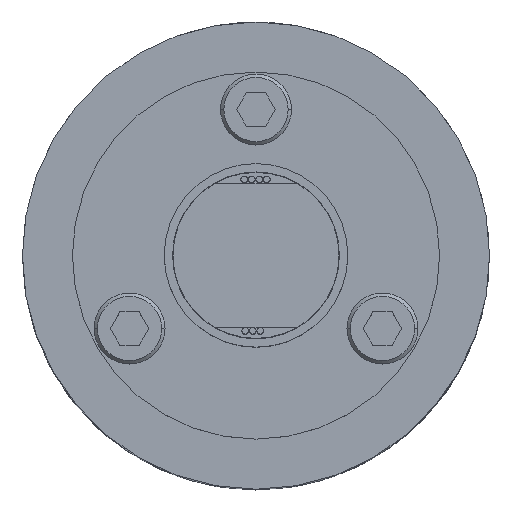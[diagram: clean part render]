
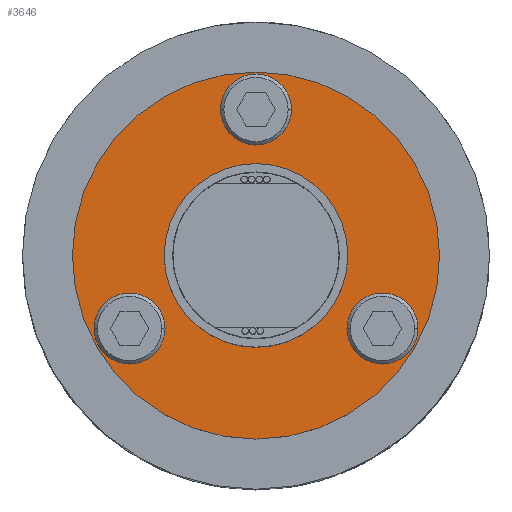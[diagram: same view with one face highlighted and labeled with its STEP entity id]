
A CAD part, top view. The second image highlights one B-rep face of the part: STEP entity #3646.
In plain terms, the highlighted planar face has unit normal (0, 0, 1).
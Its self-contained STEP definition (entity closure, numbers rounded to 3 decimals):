
#2 = ORIENTED_EDGE ( 'NONE', *, *, #813, .F. ) ;
#128 = DIRECTION ( 'NONE',  ( 0., 0., 1. ) ) ;
#196 = VERTEX_POINT ( 'NONE', #1867 ) ;
#197 = CARTESIAN_POINT ( 'NONE',  ( 15.155, -8.75, 76.4 ) ) ;
#233 = AXIS2_PLACEMENT_3D ( 'NONE', #4204, #1961, #4575 ) ;
#263 = ORIENTED_EDGE ( 'NONE', *, *, #2501, .F. ) ;
#339 = AXIS2_PLACEMENT_3D ( 'NONE', #4430, #2177, #4804 ) ;
#435 = EDGE_LOOP ( 'NONE', ( #2983, #3878 ) ) ;
#467 = DIRECTION ( 'NONE',  ( 0., 0., 1. ) ) ;
#493 = VERTEX_POINT ( 'NONE', #1983 ) ;
#494 = EDGE_CURVE ( 'NONE', #3525, #2433, #1418, .T. ) ;
#584 = DIRECTION ( 'NONE',  ( -0.5, -0.866, 0. ) ) ;
#601 = CARTESIAN_POINT ( 'NONE',  ( -22., 0., 76.4 ) ) ;
#768 = EDGE_CURVE ( 'NONE', #2433, #3525, #4046, .T. ) ;
#813 = EDGE_CURVE ( 'NONE', #4844, #3828, #4048, .T. ) ;
#904 = AXIS2_PLACEMENT_3D ( 'NONE', #1407, #3996, #1776 ) ;
#985 = CARTESIAN_POINT ( 'NONE',  ( 0., 0., 76.4 ) ) ;
#999 = EDGE_CURVE ( 'NONE', #493, #2492, #3736, .T. ) ;
#1002 = CARTESIAN_POINT ( 'NONE',  ( -15.155, -8.75, 76.4 ) ) ;
#1028 = AXIS2_PLACEMENT_3D ( 'NONE', #197, #2808, #584 ) ;
#1094 = DIRECTION ( 'NONE',  ( 0., 0., 1. ) ) ;
#1125 = AXIS2_PLACEMENT_3D ( 'NONE', #1002, #467, #3059 ) ;
#1141 = ORIENTED_EDGE ( 'NONE', *, *, #494, .T. ) ;
#1166 = EDGE_CURVE ( 'NONE', #1515, #3887, #3553, .T. ) ;
#1260 = ORIENTED_EDGE ( 'NONE', *, *, #1166, .F. ) ;
#1275 = VERTEX_POINT ( 'NONE', #4439 ) ;
#1278 = CARTESIAN_POINT ( 'NONE',  ( -10.905, -8.75, 76.4 ) ) ;
#1317 = AXIS2_PLACEMENT_3D ( 'NONE', #1973, #4585, #2404 ) ;
#1392 = ORIENTED_EDGE ( 'NONE', *, *, #2683, .F. ) ;
#1393 = DIRECTION ( 'NONE',  ( 1., 0., 0. ) ) ;
#1407 = CARTESIAN_POINT ( 'NONE',  ( 0., 17.5, 76.4 ) ) ;
#1418 = CIRCLE ( 'NONE', #1636, 22. ) ;
#1483 = EDGE_CURVE ( 'NONE', #3887, #1515, #2274, .T. ) ;
#1515 = VERTEX_POINT ( 'NONE', #2321 ) ;
#1601 = CIRCLE ( 'NONE', #339, 4.25 ) ;
#1636 = AXIS2_PLACEMENT_3D ( 'NONE', #2380, #128, #2741 ) ;
#1639 = EDGE_LOOP ( 'NONE', ( #263, #2 ) ) ;
#1673 = EDGE_LOOP ( 'NONE', ( #3632, #1392 ) ) ;
#1674 = AXIS2_PLACEMENT_3D ( 'NONE', #3313, #1094, #3684 ) ;
#1678 = FACE_BOUND ( 'NONE', #1639, .T. ) ;
#1760 = CARTESIAN_POINT ( 'NONE',  ( -19.405, -8.75, 76.4 ) ) ;
#1776 = DIRECTION ( 'NONE',  ( 1., 0., 0. ) ) ;
#1807 = DIRECTION ( 'NONE',  ( 0., 0., 1. ) ) ;
#1867 = CARTESIAN_POINT ( 'NONE',  ( 4.25, 17.5, 76.4 ) ) ;
#1870 = CARTESIAN_POINT ( 'NONE',  ( -15.155, -8.75, 76.4 ) ) ;
#1961 = DIRECTION ( 'NONE',  ( 0., 0., 1. ) ) ;
#1973 = CARTESIAN_POINT ( 'NONE',  ( 15.155, -8.75, 76.4 ) ) ;
#1983 = CARTESIAN_POINT ( 'NONE',  ( 10.905, -8.75, 76.4 ) ) ;
#2155 = AXIS2_PLACEMENT_3D ( 'NONE', #1870, #4485, #2227 ) ;
#2177 = DIRECTION ( 'NONE',  ( 0., 0., 1. ) ) ;
#2227 = DIRECTION ( 'NONE',  ( -0.5, 0.866, 0. ) ) ;
#2274 = CIRCLE ( 'NONE', #233, 11. ) ;
#2321 = CARTESIAN_POINT ( 'NONE',  ( -11., 0., 76.4 ) ) ;
#2380 = CARTESIAN_POINT ( 'NONE',  ( 0., 0., 76.4 ) ) ;
#2404 = DIRECTION ( 'NONE',  ( -0.5, -0.866, 0. ) ) ;
#2433 = VERTEX_POINT ( 'NONE', #3954 ) ;
#2492 = VERTEX_POINT ( 'NONE', #4373 ) ;
#2501 = EDGE_CURVE ( 'NONE', #3828, #4844, #4755, .T. ) ;
#2521 = CARTESIAN_POINT ( 'NONE',  ( 0., 0., 76.4 ) ) ;
#2636 = FACE_BOUND ( 'NONE', #435, .T. ) ;
#2683 = EDGE_CURVE ( 'NONE', #2492, #493, #3444, .T. ) ;
#2741 = DIRECTION ( 'NONE',  ( 1., 0., 0. ) ) ;
#2808 = DIRECTION ( 'NONE',  ( 0., 0., 1. ) ) ;
#2870 = FACE_OUTER_BOUND ( 'NONE', #3709, .T. ) ;
#2915 = CARTESIAN_POINT ( 'NONE',  ( 11., 0., 76.4 ) ) ;
#2983 = ORIENTED_EDGE ( 'NONE', *, *, #3083, .F. ) ;
#3059 = DIRECTION ( 'NONE',  ( -0.5, 0.866, 0. ) ) ;
#3083 = EDGE_CURVE ( 'NONE', #1275, #196, #1601, .T. ) ;
#3313 = CARTESIAN_POINT ( 'NONE',  ( 0., 0., 76.4 ) ) ;
#3444 = CIRCLE ( 'NONE', #1028, 4.25 ) ;
#3525 = VERTEX_POINT ( 'NONE', #601 ) ;
#3553 = CIRCLE ( 'NONE', #4079, 11. ) ;
#3567 = ORIENTED_EDGE ( 'NONE', *, *, #1483, .F. ) ;
#3587 = DIRECTION ( 'NONE',  ( 0., 0., 1. ) ) ;
#3627 = FACE_BOUND ( 'NONE', #4303, .T. ) ;
#3632 = ORIENTED_EDGE ( 'NONE', *, *, #999, .F. ) ;
#3646 = ADVANCED_FACE ( 'NONE', ( #4773, #3627, #2870, #2636, #1678 ), #4034, .T. ) ;
#3684 = DIRECTION ( 'NONE',  ( 1., 0., 0. ) ) ;
#3709 = EDGE_LOOP ( 'NONE', ( #1141, #3802 ) ) ;
#3736 = CIRCLE ( 'NONE', #1317, 4.25 ) ;
#3797 = EDGE_CURVE ( 'NONE', #196, #1275, #3936, .T. ) ;
#3802 = ORIENTED_EDGE ( 'NONE', *, *, #768, .T. ) ;
#3828 = VERTEX_POINT ( 'NONE', #1760 ) ;
#3878 = ORIENTED_EDGE ( 'NONE', *, *, #3797, .F. ) ;
#3887 = VERTEX_POINT ( 'NONE', #2915 ) ;
#3936 = CIRCLE ( 'NONE', #904, 4.25 ) ;
#3954 = CARTESIAN_POINT ( 'NONE',  ( 22., 0., 76.4 ) ) ;
#3996 = DIRECTION ( 'NONE',  ( 0., 0., 1. ) ) ;
#4034 = PLANE ( 'NONE',  #4173 ) ;
#4046 = CIRCLE ( 'NONE', #1674, 22. ) ;
#4048 = CIRCLE ( 'NONE', #2155, 4.25 ) ;
#4079 = AXIS2_PLACEMENT_3D ( 'NONE', #985, #3587, #1393 ) ;
#4173 = AXIS2_PLACEMENT_3D ( 'NONE', #2521, #1807, #4420 ) ;
#4204 = CARTESIAN_POINT ( 'NONE',  ( 0., 0., 76.4 ) ) ;
#4303 = EDGE_LOOP ( 'NONE', ( #1260, #3567 ) ) ;
#4373 = CARTESIAN_POINT ( 'NONE',  ( 19.405, -8.75, 76.4 ) ) ;
#4420 = DIRECTION ( 'NONE',  ( 1., 0., 0. ) ) ;
#4430 = CARTESIAN_POINT ( 'NONE',  ( 0., 17.5, 76.4 ) ) ;
#4439 = CARTESIAN_POINT ( 'NONE',  ( -4.25, 17.5, 76.4 ) ) ;
#4485 = DIRECTION ( 'NONE',  ( 0., 0., 1. ) ) ;
#4575 = DIRECTION ( 'NONE',  ( 1., 0., 0. ) ) ;
#4585 = DIRECTION ( 'NONE',  ( 0., 0., 1. ) ) ;
#4755 = CIRCLE ( 'NONE', #1125, 4.25 ) ;
#4773 = FACE_BOUND ( 'NONE', #1673, .T. ) ;
#4804 = DIRECTION ( 'NONE',  ( 1., 0., 0. ) ) ;
#4844 = VERTEX_POINT ( 'NONE', #1278 ) ;
